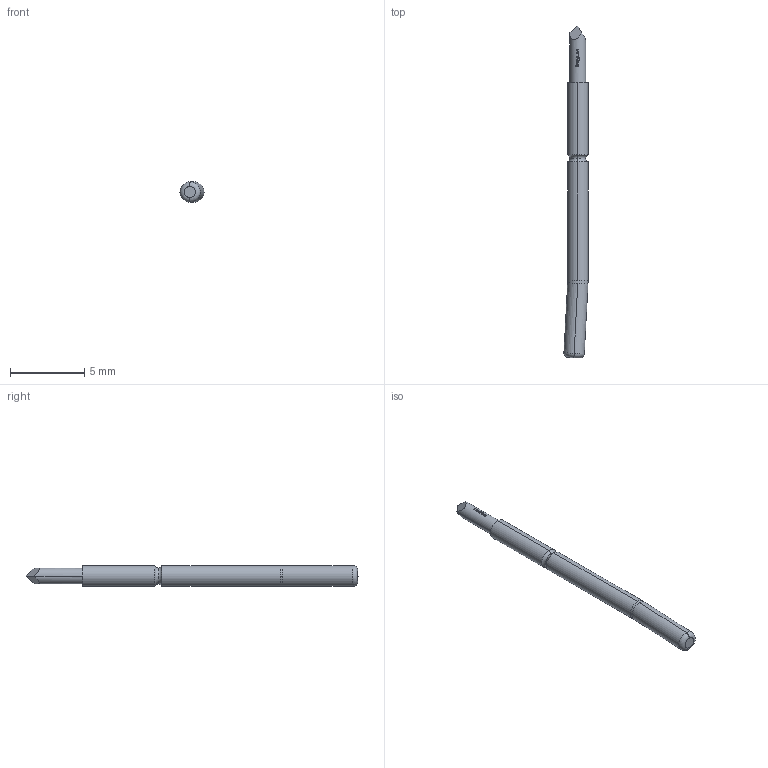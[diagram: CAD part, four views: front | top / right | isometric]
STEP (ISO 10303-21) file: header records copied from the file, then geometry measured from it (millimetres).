
FILE_DESCRIPTION (( 'STEP AP203' ), '1' );
FILE_NAME ('INGUN_GKS-945_357_106_A_xx00_B.STEP', '2022-04-14T05:42:56', ( 'ochi' ), ( '' ), 'SwSTEP 2.0', 'SolidWorks 2018', '' );
FILE_SCHEMA (( 'CONFIG_CONTROL_DESIGN' ));
Length unit declared in the file: millimetre
Products named in the file (1): INGUN_GKS-945_357_106_A_xx00_B
Bounding box: 1.62 x 22.31 x 1.37 mm (x, y, z)
Volume: 29.9 mm3; surface area: 93.2 mm2
Topology: 1 solids, 1 shells, 89 faces, 231 edges, 151 vertices
Faces by surface type: plane 45, bspline 22, cylinder 14, torus 8
Entity records: 2962 total; most frequent: CARTESIAN_POINT 884, ORIENTED_EDGE 462, DIRECTION 347, EDGE_CURVE 231, VERTEX_POINT 151, AXIS2_PLACEMENT_3D 138, EDGE_LOOP 96, FACE_OUTER_BOUND 89
